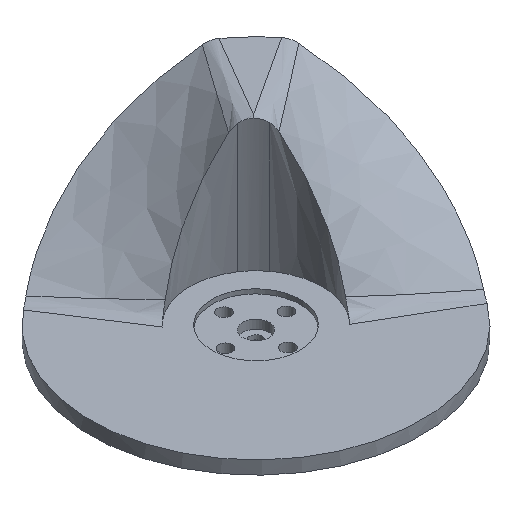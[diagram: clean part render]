
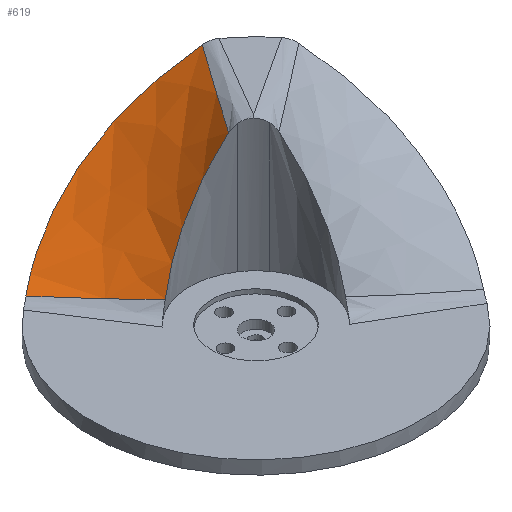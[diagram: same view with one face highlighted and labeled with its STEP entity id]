
A CAD part, isometric view. The second image highlights one B-rep face of the part: STEP entity #619.
In plain terms, the highlighted free-form (B-spline) face has degree [3, 3] with [4, 6] control points.
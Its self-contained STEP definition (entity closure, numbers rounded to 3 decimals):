
#39=B_SPLINE_CURVE_WITH_KNOTS('',3,(#1502,#1503,#1504,#1505,#1506),
 .UNSPECIFIED.,.F.,.F.,(4,1,4),(0.,0.978,
2.227),.UNSPECIFIED.);
#45=B_SPLINE_CURVE_WITH_KNOTS('',3,(#1613,#1614,#1615,#1616,#1617),
 .UNSPECIFIED.,.F.,.F.,(4,1,4),(0.,1.246,2.227),
 .UNSPECIFIED.);
#46=B_SPLINE_CURVE_WITH_KNOTS('',3,(#1642,#1643,#1644,#1645,#1646,#1647),
 .UNSPECIFIED.,.F.,.F.,(4,1,1,4),(-1.188,-0.858,
-0.528,-0.033),.UNSPECIFIED.);
#47=B_SPLINE_CURVE_WITH_KNOTS('',3,(#1648,#1649,#1650,#1651,#1652,#1653),
 .UNSPECIFIED.,.F.,.F.,(4,1,1,4),(-1.124,-0.858,
-0.528,-0.097),.UNSPECIFIED.);
#54=B_SPLINE_SURFACE_WITH_KNOTS('',3,3,((#1618,#1619,#1620,#1621,#1622,
#1623),(#1624,#1625,#1626,#1627,#1628,#1629),(#1630,#1631,#1632,#1633,#1634,
#1635),(#1636,#1637,#1638,#1639,#1640,#1641)),.UNSPECIFIED.,.F.,.F.,.F.,
(4,4),(4,1,1,4),(-2.25,0.),(-1.188,-0.858,-0.528,
-0.033),.UNSPECIFIED.);
#126=FACE_OUTER_BOUND('',#178,.T.);
#178=EDGE_LOOP('',(#540,#541,#542,#543));
#312=VERTEX_POINT('',#1490);
#313=VERTEX_POINT('',#1501);
#315=VERTEX_POINT('',#1532);
#320=VERTEX_POINT('',#1602);
#388=EDGE_CURVE('',#312,#313,#39,.T.);
#401=EDGE_CURVE('',#320,#315,#45,.T.);
#402=EDGE_CURVE('',#312,#315,#46,.T.);
#403=EDGE_CURVE('',#313,#320,#47,.T.);
#540=ORIENTED_EDGE('',*,*,#388,.F.);
#541=ORIENTED_EDGE('',*,*,#402,.T.);
#542=ORIENTED_EDGE('',*,*,#401,.F.);
#543=ORIENTED_EDGE('',*,*,#403,.F.);
#619=ADVANCED_FACE('',(#126),#54,.T.);
#1490=CARTESIAN_POINT('',(36.693,7.737,29.183));
#1501=CARTESIAN_POINT('',(14.449,4.03,27.606));
#1502=CARTESIAN_POINT('Ctrl Pts',(36.693,7.737,29.183));
#1503=CARTESIAN_POINT('Ctrl Pts',(33.457,7.225,29.073));
#1504=CARTESIAN_POINT('Ctrl Pts',(26.077,6.06,28.759));
#1505=CARTESIAN_POINT('Ctrl Pts',(18.636,4.858,28.145));
#1506=CARTESIAN_POINT('Ctrl Pts',(14.448,4.03,27.606));
#1532=CARTESIAN_POINT('',(7.737,36.693,0.817));
#1602=CARTESIAN_POINT('',(4.03,14.449,2.394));
#1613=CARTESIAN_POINT('Ctrl Pts',(4.03,14.448,2.394));
#1614=CARTESIAN_POINT('Ctrl Pts',(4.857,18.626,1.856));
#1615=CARTESIAN_POINT('Ctrl Pts',(6.058,26.067,1.241));
#1616=CARTESIAN_POINT('Ctrl Pts',(7.224,33.447,0.927));
#1617=CARTESIAN_POINT('Ctrl Pts',(7.737,36.693,0.817));
#1618=CARTESIAN_POINT('Ctrl Pts',(14.677,3.095,29.183));
#1619=CARTESIAN_POINT('Ctrl Pts',(14.337,4.709,26.481));
#1620=CARTESIAN_POINT('Ctrl Pts',(13.118,7.824,21.078));
#1621=CARTESIAN_POINT('Ctrl Pts',(9.334,12.295,11.623));
#1622=CARTESIAN_POINT('Ctrl Pts',(5.517,14.167,4.869));
#1623=CARTESIAN_POINT('Ctrl Pts',(3.095,14.677,0.817));
#1624=CARTESIAN_POINT('Ctrl Pts',(22.016,4.642,29.183));
#1625=CARTESIAN_POINT('Ctrl Pts',(21.505,7.064,26.481));
#1626=CARTESIAN_POINT('Ctrl Pts',(19.676,11.736,21.078));
#1627=CARTESIAN_POINT('Ctrl Pts',(14.002,18.443,11.623));
#1628=CARTESIAN_POINT('Ctrl Pts',(8.275,21.25,4.869));
#1629=CARTESIAN_POINT('Ctrl Pts',(4.642,22.016,0.817));
#1630=CARTESIAN_POINT('Ctrl Pts',(29.355,6.189,29.183));
#1631=CARTESIAN_POINT('Ctrl Pts',(28.674,9.419,26.481));
#1632=CARTESIAN_POINT('Ctrl Pts',(26.235,15.648,21.078));
#1633=CARTESIAN_POINT('Ctrl Pts',(18.669,24.59,11.623));
#1634=CARTESIAN_POINT('Ctrl Pts',(11.034,28.333,4.869));
#1635=CARTESIAN_POINT('Ctrl Pts',(6.189,29.355,0.817));
#1636=CARTESIAN_POINT('Ctrl Pts',(36.693,7.737,29.183));
#1637=CARTESIAN_POINT('Ctrl Pts',(35.842,11.774,26.481));
#1638=CARTESIAN_POINT('Ctrl Pts',(32.794,19.56,21.078));
#1639=CARTESIAN_POINT('Ctrl Pts',(23.336,30.738,11.623));
#1640=CARTESIAN_POINT('Ctrl Pts',(13.792,35.416,4.869));
#1641=CARTESIAN_POINT('Ctrl Pts',(7.737,36.693,0.817));
#1642=CARTESIAN_POINT('Ctrl Pts',(36.693,7.737,29.183));
#1643=CARTESIAN_POINT('Ctrl Pts',(35.842,11.774,26.481));
#1644=CARTESIAN_POINT('Ctrl Pts',(32.794,19.56,21.078));
#1645=CARTESIAN_POINT('Ctrl Pts',(23.336,30.738,11.623));
#1646=CARTESIAN_POINT('Ctrl Pts',(13.792,35.416,4.869));
#1647=CARTESIAN_POINT('Ctrl Pts',(7.737,36.693,0.817));
#1648=CARTESIAN_POINT('Ctrl Pts',(14.448,4.03,27.606));
#1649=CARTESIAN_POINT('Ctrl Pts',(14.091,5.31,25.43));
#1650=CARTESIAN_POINT('Ctrl Pts',(12.907,8.072,20.553));
#1651=CARTESIAN_POINT('Ctrl Pts',(9.545,12.047,12.149));
#1652=CARTESIAN_POINT('Ctrl Pts',(6.104,13.867,5.92));
#1653=CARTESIAN_POINT('Ctrl Pts',(4.03,14.448,2.394));
